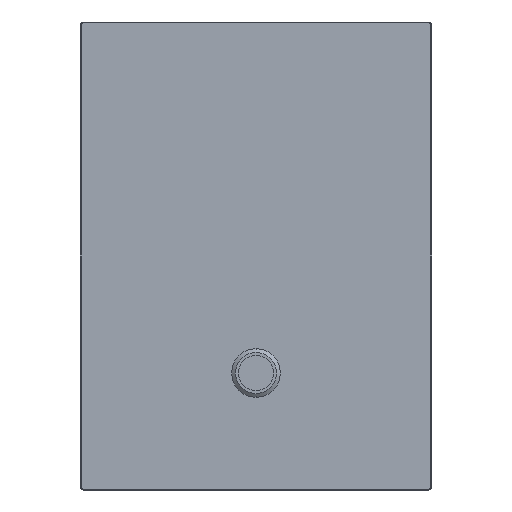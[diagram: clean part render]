
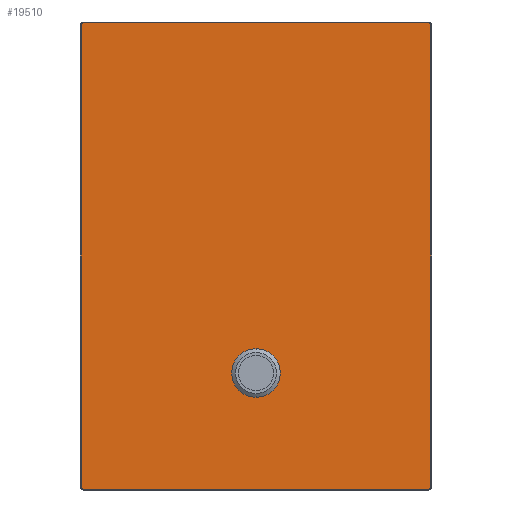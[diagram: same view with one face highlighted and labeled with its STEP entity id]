
A CAD part, front view. The second image highlights one B-rep face of the part: STEP entity #19510.
In plain terms, the highlighted planar face has unit normal (0, -1, 0).
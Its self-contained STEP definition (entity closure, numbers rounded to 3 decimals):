
#19309=CARTESIAN_POINT('',(443.,-40.,-293.));
#19310=DIRECTION('',(0.,-1.,0.));
#19311=DIRECTION('',(0.,0.,-1.));
#19312=AXIS2_PLACEMENT_3D('',#19309,#19310,#19311);
#19314=DIRECTION('',(1.,0.,0.));
#19315=VECTOR('',#19314,886.);
#19316=CARTESIAN_POINT('',(-443.,-40.,-298.));
#19317=LINE('',#19316,#19315);
#19318=CARTESIAN_POINT('',(-443.,-40.,-293.));
#19319=DIRECTION('',(0.,-1.,0.));
#19320=DIRECTION('',(-1.,0.,0.));
#19321=AXIS2_PLACEMENT_3D('',#19318,#19319,#19320);
#19323=DIRECTION('',(0.,0.,-1.));
#19324=VECTOR('',#19323,1186.);
#19325=CARTESIAN_POINT('',(-448.,-40.,893.));
#19326=LINE('',#19325,#19324);
#19327=CARTESIAN_POINT('',(-443.,-40.,893.));
#19328=DIRECTION('',(0.,-1.,0.));
#19329=DIRECTION('',(0.,0.,1.));
#19330=AXIS2_PLACEMENT_3D('',#19327,#19328,#19329);
#19332=DIRECTION('',(-1.,0.,0.));
#19333=VECTOR('',#19332,886.);
#19334=CARTESIAN_POINT('',(443.,-40.,898.));
#19335=LINE('',#19334,#19333);
#19336=CARTESIAN_POINT('',(443.,-40.,893.));
#19337=DIRECTION('',(0.,-1.,0.));
#19338=DIRECTION('',(1.,0.,0.));
#19339=AXIS2_PLACEMENT_3D('',#19336,#19337,#19338);
#19341=DIRECTION('',(0.,0.,1.));
#19342=VECTOR('',#19341,1186.);
#19343=CARTESIAN_POINT('',(448.,-40.,-293.));
#19344=LINE('',#19343,#19342);
#19345=CARTESIAN_POINT('',(0.,-40.,0.));
#19346=DIRECTION('',(0.,-1.,0.));
#19347=DIRECTION('',(0.,0.,1.));
#19348=AXIS2_PLACEMENT_3D('',#19345,#19346,#19347);
#19350=CARTESIAN_POINT('',(0.,-40.,0.));
#19351=DIRECTION('',(0.,-1.,0.));
#19352=DIRECTION('',(0.,0.,-1.));
#19353=AXIS2_PLACEMENT_3D('',#19350,#19351,#19352);
#19441=CARTESIAN_POINT('',(443.,-40.,-298.));
#19442=CARTESIAN_POINT('',(448.,-40.,-293.));
#19443=VERTEX_POINT('',#19441);
#19444=VERTEX_POINT('',#19442);
#19445=CARTESIAN_POINT('',(448.,-40.,893.));
#19446=VERTEX_POINT('',#19445);
#19447=CARTESIAN_POINT('',(443.,-40.,898.));
#19448=VERTEX_POINT('',#19447);
#19449=CARTESIAN_POINT('',(-443.,-40.,898.));
#19450=VERTEX_POINT('',#19449);
#19451=CARTESIAN_POINT('',(-448.,-40.,893.));
#19452=VERTEX_POINT('',#19451);
#19453=CARTESIAN_POINT('',(-448.,-40.,-293.));
#19454=VERTEX_POINT('',#19453);
#19455=CARTESIAN_POINT('',(-443.,-40.,-298.));
#19456=VERTEX_POINT('',#19455);
#19473=CARTESIAN_POINT('',(0.,-40.,62.194));
#19474=CARTESIAN_POINT('',(0.,-40.,-62.194));
#19475=VERTEX_POINT('',#19473);
#19476=VERTEX_POINT('',#19474);
#19481=CARTESIAN_POINT('',(0.,-40.,0.));
#19482=DIRECTION('',(0.,-1.,0.));
#19483=DIRECTION('',(-1.,0.,0.));
#19484=AXIS2_PLACEMENT_3D('',#19481,#19482,#19483);
#19485=PLANE('',#19484);
#19487=ORIENTED_EDGE('',*,*,#19486,.F.);
#19489=ORIENTED_EDGE('',*,*,#19488,.F.);
#19491=ORIENTED_EDGE('',*,*,#19490,.F.);
#19493=ORIENTED_EDGE('',*,*,#19492,.F.);
#19495=ORIENTED_EDGE('',*,*,#19494,.F.);
#19497=ORIENTED_EDGE('',*,*,#19496,.F.);
#19499=ORIENTED_EDGE('',*,*,#19498,.F.);
#19501=ORIENTED_EDGE('',*,*,#19500,.F.);
#19502=EDGE_LOOP('',(#19487,#19489,#19491,#19493,#19495,#19497,#19499,#19501));
#19503=FACE_OUTER_BOUND('',#19502,.F.);
#19505=ORIENTED_EDGE('',*,*,#19504,.T.);
#19507=ORIENTED_EDGE('',*,*,#19506,.T.);
#19508=EDGE_LOOP('',(#19505,#19507));
#19509=FACE_BOUND('',#19508,.F.);
#19510=ADVANCED_FACE('',(#19503,#19509),#19485,.T.);
#19313=CIRCLE('',#19312,5.);
#19322=CIRCLE('',#19321,5.);
#19331=CIRCLE('',#19330,5.);
#19340=CIRCLE('',#19339,5.);
#19349=CIRCLE('',#19348,62.194);
#19354=CIRCLE('',#19353,62.194);
#19486=EDGE_CURVE('',#19443,#19444,#19313,.T.);
#19488=EDGE_CURVE('',#19456,#19443,#19317,.T.);
#19490=EDGE_CURVE('',#19454,#19456,#19322,.T.);
#19492=EDGE_CURVE('',#19452,#19454,#19326,.T.);
#19494=EDGE_CURVE('',#19450,#19452,#19331,.T.);
#19496=EDGE_CURVE('',#19448,#19450,#19335,.T.);
#19498=EDGE_CURVE('',#19446,#19448,#19340,.T.);
#19500=EDGE_CURVE('',#19444,#19446,#19344,.T.);
#19504=EDGE_CURVE('',#19475,#19476,#19349,.T.);
#19506=EDGE_CURVE('',#19476,#19475,#19354,.T.);
